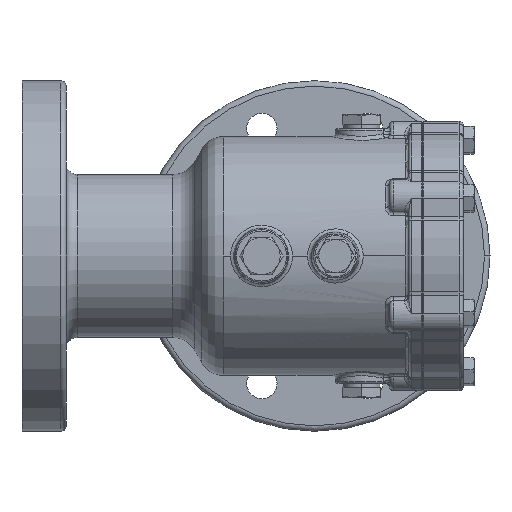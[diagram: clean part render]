
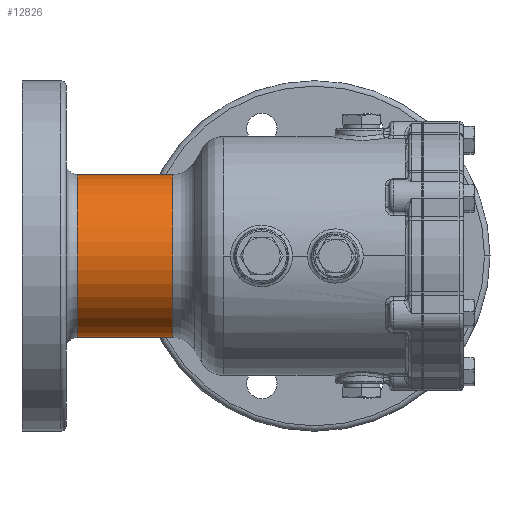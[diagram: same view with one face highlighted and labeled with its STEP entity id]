
A CAD part, front view. The second image highlights one B-rep face of the part: STEP entity #12826.
In plain terms, the highlighted cylindrical face has radius 59 mm (diameter 118 mm), a partial arc.
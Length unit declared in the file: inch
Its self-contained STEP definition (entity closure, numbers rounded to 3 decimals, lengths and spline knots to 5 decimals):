
#615 = VERTEX_POINT ( 'NONE', #32025 ) ;
#2926 = CARTESIAN_POINT ( 'NONE',  ( -8.34646, 0., 0. ) ) ;
#3582 = FACE_OUTER_BOUND ( 'NONE', #22643, .T. ) ;
#4550 = EDGE_CURVE ( 'NONE', #41425, #29836, #38193, .T. ) ;
#5751 = DIRECTION ( 'NONE',  ( -1., 0., 0. ) ) ;
#7270 = CIRCLE ( 'NONE', #13932, 2.32283 ) ;
#10063 = CARTESIAN_POINT ( 'NONE',  ( -6.77165, 0., -2.32283 ) ) ;
#10317 = CARTESIAN_POINT ( 'NONE',  ( -8.34646, 0., 2.32283 ) ) ;
#12826 = ADVANCED_FACE ( 'NONE', ( #3582 ), #17379, .T. ) ;
#13460 = DIRECTION ( 'NONE',  ( -1., 0., 0. ) ) ;
#13932 = AXIS2_PLACEMENT_3D ( 'NONE', #21824, #47327, #25501 ) ;
#15056 = AXIS2_PLACEMENT_3D ( 'NONE', #27696, #5751, #31376 ) ;
#15605 = VECTOR ( 'NONE', #13460, 39.37008 ) ;
#17379 = CYLINDRICAL_SURFACE ( 'NONE', #30331, 2.32283 ) ;
#19184 = ORIENTED_EDGE ( 'NONE', *, *, #4550, .F. ) ;
#21705 = ORIENTED_EDGE ( 'NONE', *, *, #34035, .F. ) ;
#21824 = CARTESIAN_POINT ( 'NONE',  ( -4.04349, 0., 0. ) ) ;
#22146 = ORIENTED_EDGE ( 'NONE', *, *, #36833, .T. ) ;
#22643 = EDGE_LOOP ( 'NONE', ( #21705, #22146, #44268, #19184 ) ) ;
#23168 = EDGE_CURVE ( 'NONE', #615, #29836, #39376, .T. ) ;
#25298 = LINE ( 'NONE', #38949, #15605 ) ;
#25501 = DIRECTION ( 'NONE',  ( 0., 0., 1. ) ) ;
#27449 = CARTESIAN_POINT ( 'NONE',  ( -4.04349, 0., -2.32283 ) ) ;
#27696 = CARTESIAN_POINT ( 'NONE',  ( -6.77165, 0., 0. ) ) ;
#29708 = VECTOR ( 'NONE', #39753, 39.37008 ) ;
#29752 = CARTESIAN_POINT ( 'NONE',  ( -6.77165, 0., 2.32283 ) ) ;
#29836 = VERTEX_POINT ( 'NONE', #29752 ) ;
#30331 = AXIS2_PLACEMENT_3D ( 'NONE', #2926, #35745, #43200 ) ;
#31376 = DIRECTION ( 'NONE',  ( 0., 0., 1. ) ) ;
#32025 = CARTESIAN_POINT ( 'NONE',  ( -4.04349, 0., 2.32283 ) ) ;
#34035 = EDGE_CURVE ( 'NONE', #45425, #41425, #25298, .T. ) ;
#35745 = DIRECTION ( 'NONE',  ( -1., 0., 0. ) ) ;
#36833 = EDGE_CURVE ( 'NONE', #45425, #615, #7270, .T. ) ;
#38193 = CIRCLE ( 'NONE', #15056, 2.32283 ) ;
#38949 = CARTESIAN_POINT ( 'NONE',  ( -8.34646, 0., -2.32283 ) ) ;
#39376 = LINE ( 'NONE', #10317, #29708 ) ;
#39753 = DIRECTION ( 'NONE',  ( -1., 0., 0. ) ) ;
#41425 = VERTEX_POINT ( 'NONE', #10063 ) ;
#43200 = DIRECTION ( 'NONE',  ( 0., 0., 1. ) ) ;
#44268 = ORIENTED_EDGE ( 'NONE', *, *, #23168, .T. ) ;
#45425 = VERTEX_POINT ( 'NONE', #27449 ) ;
#47327 = DIRECTION ( 'NONE',  ( -1., 0., 0. ) ) ;
